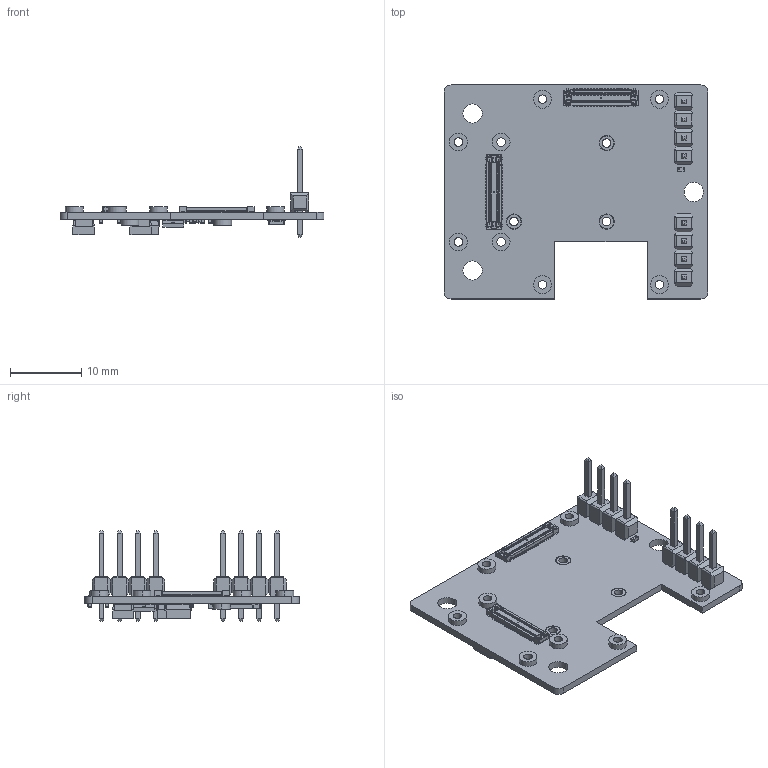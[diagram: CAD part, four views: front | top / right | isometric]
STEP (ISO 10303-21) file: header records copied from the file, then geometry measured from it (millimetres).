
FILE_DESCRIPTION(/* description */ ('PCB Design'),/* implementation_level */ '2;1');
FILE_NAME(/* name */ 'RAK19009_VB_2022_0428_1_3D',/* time_stamp */ '2022-04-29T02:13:35+08:00',/* author */ (''),/* organization */ (''),/* preprocessor_version */ 'ST-DEVELOPER v16',/* originating_system */ 'allegro_17.4S012',/* authorisation */ '');
FILE_SCHEMA (('AUTOMOTIVE_DESIGN { 1 0 10303 214 3 1 1 }'));
Products named in the file (24): RAK19009_VB_2022_0428_1_3D; BOARD_OUTLINE; COMPONENTS; SR0402; PH84-126; PH254-115-04; SC0402; SOT23; PH84-126-A; CAPM3528X120N; 3PSOT118X55G; BTB24_2X20_4MM_F; BTB40_2X20_4MM_F; RES-SM-CHIP; SMTSO-M1_2-0_8-ET; pin; User Library-1x4 TH Pitch 2_54mm; holder; CAP-SM-MLCC-0402[1005]; CircuitWorks-SOT-23; product; axe524127; BTB40-2X20-4MM-F
Assembly tree (59 placements, depth 5):
  RAK19009_VB_2022_0428_1_3D
    BOARD_OUTLINE
    COMPONENTS
      SR0402  x5
        RES-SM-CHIP
      PH84-126  x10
        SMTSO-M1_2-0_8-ET
      PH254-115-04  x2
        User Library-1x4 TH Pitch 2_54mm
          holder
          pin  x4
      SC0402  x15
        CAP-SM-MLCC-0402[1005]
      SOT23
        CircuitWorks-SOT-23
      PH84-126-A
        SMTSO-M1_2-0_8-ET
      CAPM3528X120N  x3
        product
      3PSOT118X55G
        CircuitWorks-SOT-23
      BTB24_2X20_4MM_F  x2
        axe524127
      BTB40_2X20_4MM_F  x2
        BTB40-2X20-4MM-F
Bounding box: 37 x 30 x 12.7 mm (x, y, z)
Volume: 332 mm3; surface area: 3624.3 mm2
Topology: 59 solids, 60 shells, 6695 faces, 17595 edges, 11014 vertices
Faces by surface type: plane 4249, cylinder 1996, torus 240, bspline 184, cone 16, sphere 10
Full cylindrical faces by diameter (mm): 0.15 x2, 0.2 x2
Entity records: 101163 total; most frequent: CARTESIAN_POINT 18005, ORIENTED_EDGE 15250, DIRECTION 14294, EDGE_CURVE 7648, VECTOR 5647, LINE 5647, VERTEX_POINT 4948, AXIS2_PLACEMENT_3D 4528
